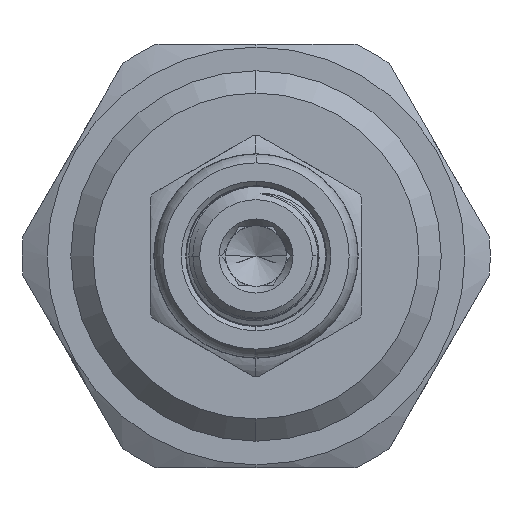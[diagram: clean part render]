
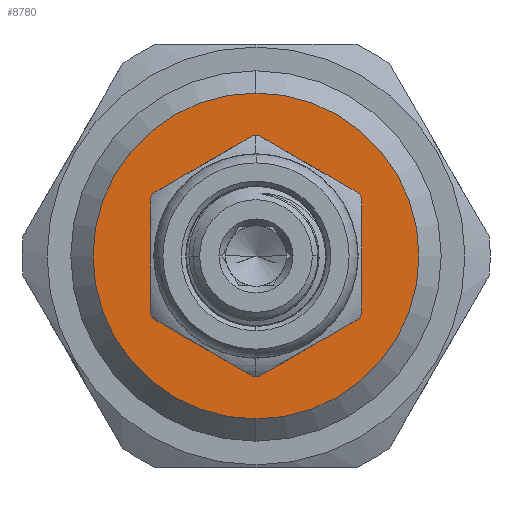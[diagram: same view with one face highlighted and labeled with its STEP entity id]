
A CAD part, left-side view. The second image highlights one B-rep face of the part: STEP entity #8780.
In plain terms, the highlighted planar face has unit normal (-1, 0, 0).
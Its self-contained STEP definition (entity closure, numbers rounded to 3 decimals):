
#532 = FACE_OUTER_BOUND ( 'NONE', #6358, .T. ) ;
#552 = CARTESIAN_POINT ( 'NONE',  ( -104.735, 0., -6.875 ) ) ;
#1183 = CARTESIAN_POINT ( 'NONE',  ( -104.735, 0., 11. ) ) ;
#1482 = DIRECTION ( 'NONE',  ( 0., 0., -1. ) ) ;
#1561 = CARTESIAN_POINT ( 'NONE',  ( -104.735, 0., 0. ) ) ;
#2122 = VERTEX_POINT ( 'NONE', #2652 ) ;
#2536 = CIRCLE ( 'NONE', #8731, 6.875 ) ;
#2565 = DIRECTION ( 'NONE',  ( 0., 0., 1. ) ) ;
#2629 = AXIS2_PLACEMENT_3D ( 'NONE', #1561, #18463, #5938 ) ;
#2652 = CARTESIAN_POINT ( 'NONE',  ( -104.735, 0., 6.875 ) ) ;
#3350 = VERTEX_POINT ( 'NONE', #9809 ) ;
#4091 = AXIS2_PLACEMENT_3D ( 'NONE', #7295, #13536, #4123 ) ;
#4123 = DIRECTION ( 'NONE',  ( 0., 0., 1. ) ) ;
#4240 = ORIENTED_EDGE ( 'NONE', *, *, #12003, .T. ) ;
#5921 = CIRCLE ( 'NONE', #4091, 6.875 ) ;
#5938 = DIRECTION ( 'NONE',  ( 0., 0., 1. ) ) ;
#6358 = EDGE_LOOP ( 'NONE', ( #15083, #16696 ) ) ;
#6550 = DIRECTION ( 'NONE',  ( -1., 0., 0. ) ) ;
#7006 = CIRCLE ( 'NONE', #2629, 11. ) ;
#7277 = FACE_BOUND ( 'NONE', #9702, .T. ) ;
#7295 = CARTESIAN_POINT ( 'NONE',  ( -104.735, 0., 0. ) ) ;
#8533 = CARTESIAN_POINT ( 'NONE',  ( -104.735, 0., 0. ) ) ;
#8731 = AXIS2_PLACEMENT_3D ( 'NONE', #8533, #10020, #2565 ) ;
#8780 = ADVANCED_FACE ( 'NONE', ( #7277, #532 ), #18452, .F. ) ;
#9702 = EDGE_LOOP ( 'NONE', ( #11986, #4240 ) ) ;
#9809 = CARTESIAN_POINT ( 'NONE',  ( -104.735, 0., -11. ) ) ;
#10020 = DIRECTION ( 'NONE',  ( 1., 0., 0. ) ) ;
#10701 = DIRECTION ( 'NONE',  ( 1., 0., 0. ) ) ;
#11179 = EDGE_CURVE ( 'NONE', #14101, #2122, #5921, .T. ) ;
#11986 = ORIENTED_EDGE ( 'NONE', *, *, #11179, .T. ) ;
#12003 = EDGE_CURVE ( 'NONE', #2122, #14101, #2536, .T. ) ;
#12596 = CIRCLE ( 'NONE', #17087, 11. ) ;
#12730 = AXIS2_PLACEMENT_3D ( 'NONE', #13721, #10701, #1482 ) ;
#13536 = DIRECTION ( 'NONE',  ( 1., 0., 0. ) ) ;
#13585 = VERTEX_POINT ( 'NONE', #1183 ) ;
#13721 = CARTESIAN_POINT ( 'NONE',  ( -104.735, 8.353, 0. ) ) ;
#14101 = VERTEX_POINT ( 'NONE', #552 ) ;
#15083 = ORIENTED_EDGE ( 'NONE', *, *, #17884, .T. ) ;
#16024 = DIRECTION ( 'NONE',  ( 0., 0., 1. ) ) ;
#16281 = EDGE_CURVE ( 'NONE', #13585, #3350, #12596, .T. ) ;
#16696 = ORIENTED_EDGE ( 'NONE', *, *, #16281, .T. ) ;
#17087 = AXIS2_PLACEMENT_3D ( 'NONE', #18946, #6550, #16024 ) ;
#17884 = EDGE_CURVE ( 'NONE', #3350, #13585, #7006, .T. ) ;
#18452 = PLANE ( 'NONE',  #12730 ) ;
#18463 = DIRECTION ( 'NONE',  ( -1., 0., 0. ) ) ;
#18946 = CARTESIAN_POINT ( 'NONE',  ( -104.735, 0., 0. ) ) ;
